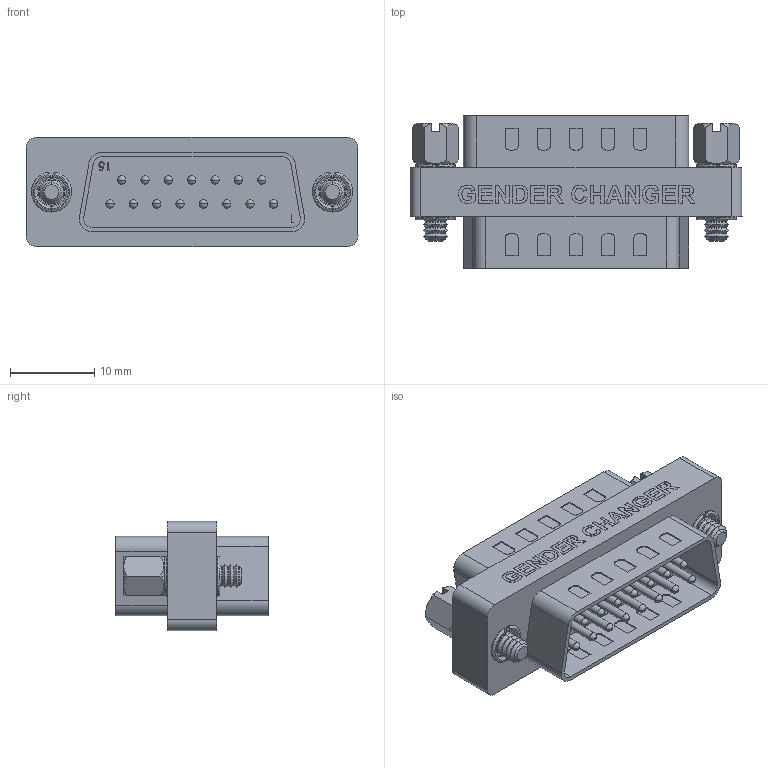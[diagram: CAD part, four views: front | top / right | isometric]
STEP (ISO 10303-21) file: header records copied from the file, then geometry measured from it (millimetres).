
FILE_DESCRIPTION (( 'STEP AP203' ), '1' );
FILE_NAME ('DGB15M.STEP', '2006-06-23T18:35:01', ( 'lcom' ), ( 'lcom' ), 'SwSTEP 2.0', 'SolidWorks 2006004', '' );
FILE_SCHEMA (( 'CONFIG_CONTROL_DESIGN' ));
Length unit declared in the file: inch
Products named in the file (4): DGB15M; 3AA05-002; SD15P_Without Mounting Flange and Solder Cups; DGB15F-MA1
Assembly tree (5 placements, depth 2):
  DGB15M
    SD15P_Without Mounting Flange and Solder Cups  x2
    3AA05-002  x2
    DGB15F-MA1
Bounding box: 39.37 x 18.07 x 12.95 mm (x, y, z)
Volume: 3628.7 mm3; surface area: 5271.2 mm2
Topology: 5 solids, 5 shells, 969 faces, 2542 edges, 1628 vertices
Faces by surface type: plane 495, cylinder 220, bspline 114, sphere 72, cone 56, torus 12
Entity records: 29538 total; most frequent: CARTESIAN_POINT 13718, ORIENTED_EDGE 3320, DIRECTION 2872, EDGE_CURVE 1660, VECTOR 1104, LINE 1104, VERTEX_POINT 1082, AXIS2_PLACEMENT_3D 884
